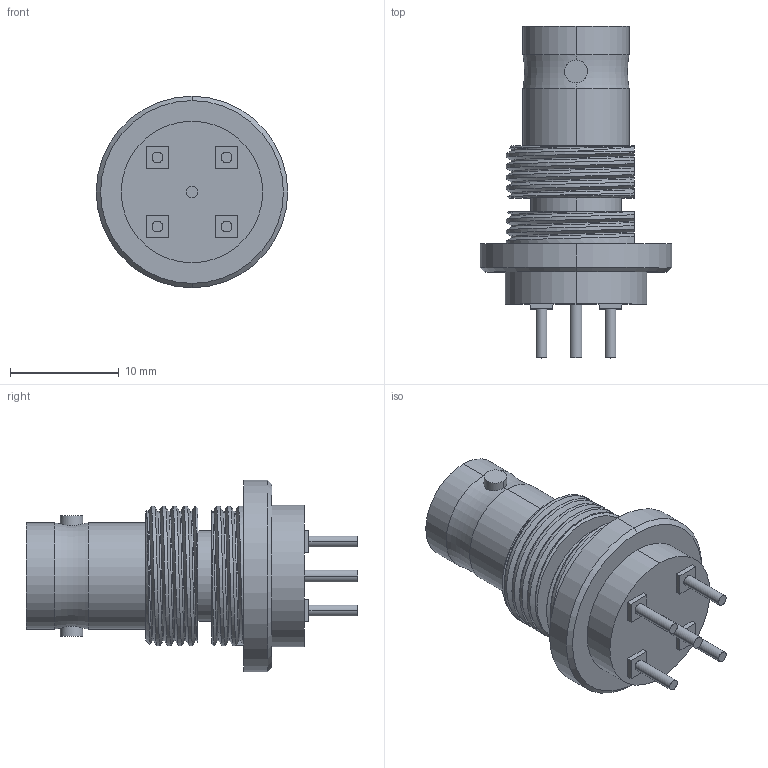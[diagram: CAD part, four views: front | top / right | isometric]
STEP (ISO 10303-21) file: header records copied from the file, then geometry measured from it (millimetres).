
FILE_DESCRIPTION((''),'2;1');
FILE_NAME('PRT0001','2021-09-06T',('Administrator'),(''),'PRO/ENGINEER BY PARAMETRIC TECHNOLOGY CORPORATION, 2012090','PRO/ENGINEER BY PARAMETRIC TECHNOLOGY CORPORATION, 2012090','');
FILE_SCHEMA(('CONFIG_CONTROL_DESIGN'));
Length unit declared in the file: millimetre
Products named in the file (1): PRT0001
Bounding box: 17.6 x 30.5 x 17.6 mm (x, y, z)
Volume: 2387 mm3; surface area: 2006.6 mm2
Topology: 1 solids, 1 shells, 137 faces, 342 edges, 221 vertices
Faces by surface type: plane 54, cylinder 37, bspline 28, cone 16, torus 2
Entity records: 9001 total; most frequent: CARTESIAN_POINT 5876, ORIENTED_EDGE 680, DIRECTION 560, EDGE_CURVE 340, VERTEX_POINT 221, AXIS2_PLACEMENT_3D 202, VECTOR 156, LINE 156
